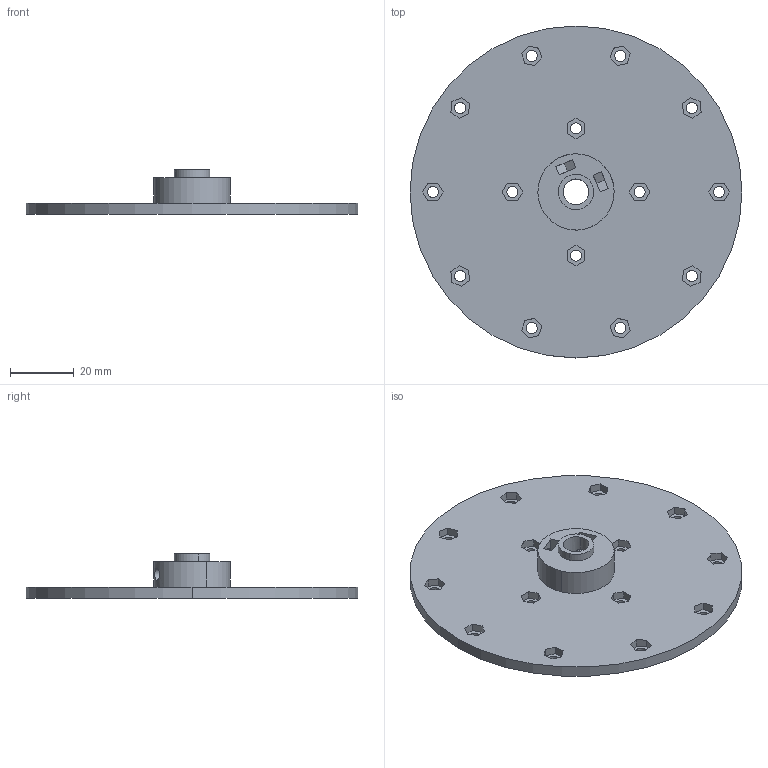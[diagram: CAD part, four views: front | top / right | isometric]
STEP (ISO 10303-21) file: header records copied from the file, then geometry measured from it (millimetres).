
FILE_DESCRIPTION (( 'STEP AP214' ), '1' );
FILE_NAME ('pulley.STEP', '2025-04-05T20:10:03', ( '' ), ( '' ), 'SwSTEP 2.0', 'SolidWorks 2025', '' );
FILE_SCHEMA (( 'AUTOMOTIVE_DESIGN' ));
Length unit declared in the file: centimetre
Products named in the file (3): gt2 pulley_cover; pulley; screw_lock
Assembly tree (2 placements, depth 2):
  pulley
    gt2 pulley_cover
    screw_lock
Bounding box: 104.36 x 104.36 x 14 mm (x, y, z)
Volume: 31661.4 mm3; surface area: 20814.1 mm2
Topology: 2 solids, 2 shells, 161 faces, 426 edges, 284 vertices
Faces by surface type: plane 115, cylinder 46
Entity records: 5330 total; most frequent: CARTESIAN_POINT 1098, ORIENTED_EDGE 852, DIRECTION 830, EDGE_CURVE 426, LINE 330, VECTOR 330, VERTEX_POINT 284, AXIS2_PLACEMENT_3D 250
